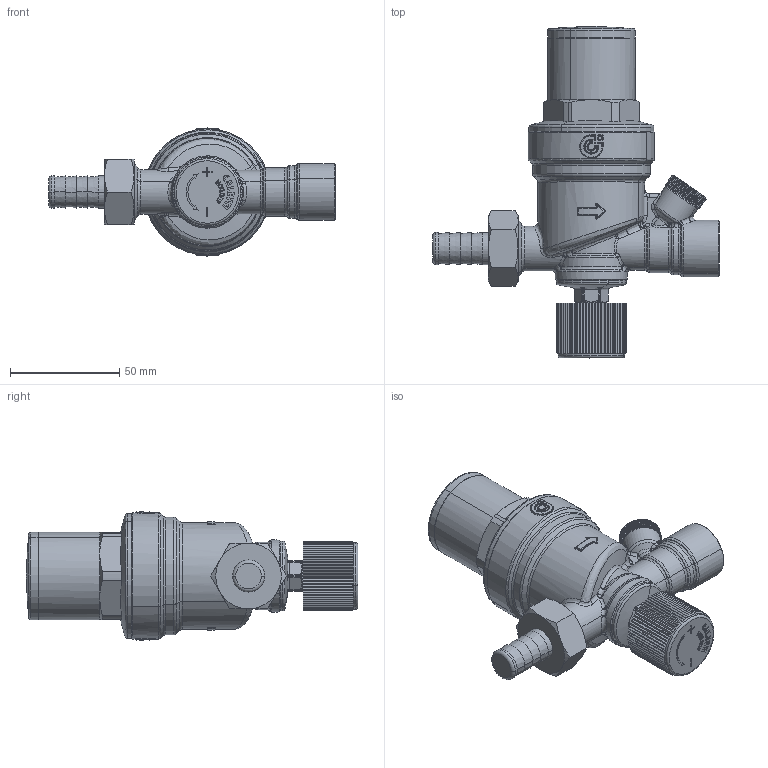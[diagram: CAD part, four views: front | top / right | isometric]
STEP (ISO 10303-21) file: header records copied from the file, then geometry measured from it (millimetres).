
FILE_DESCRIPTION(('CATIA V5 STEP Exchange','CAx-IF Rec.Pracs.--- Model Styling and Organization---1.5--- 2016-08-15','CAx-IF Rec.Pracs.---Supplemental Geometry---1.0---2011-11-01','CAx-IF Rec.Pracs.--- Composite Materials ---3.4---2017-06-13','CAx-IF Rec.Pracs.---Tessellated 3D Geometry---1.0---2015-12-17'),'2;1');
FILE_NAME('STEP_553740_-_TST.stp','2024-03-19T17:49:39+00:00',('none'),('none'),'CATIA Version 5-6 Release 2020 SP5','CATIA V5 STEP AP242 v2','none');
FILE_SCHEMA(('AP242_MANAGED_MODEL_BASED_3D_ENGINEERING_MIM_LF {1 0 10303 442 1 1 4}'));
Length unit declared in the file: millimetre
Products named in the file (1): 553740 - TST
Bounding box: 131 x 151.7 x 58.5 mm (x, y, z)
Volume: 251702.2 mm3; surface area: 34230.6 mm2
Topology: 1 solids, 1 shells, 1715 faces, 4494 edges, 2739 vertices
Faces by surface type: plane 876, bspline 373, cylinder 227, torus 86, cone 83, sphere 70
Entity records: 70868 total; most frequent: CARTESIAN_POINT 34692, ORIENTED_EDGE 8806, DIRECTION 4855, EDGE_CURVE 4403, VERTEX_POINT 2739, VECTOR 1964, LINE 1964, AXIS2_PLACEMENT_3D 1844
